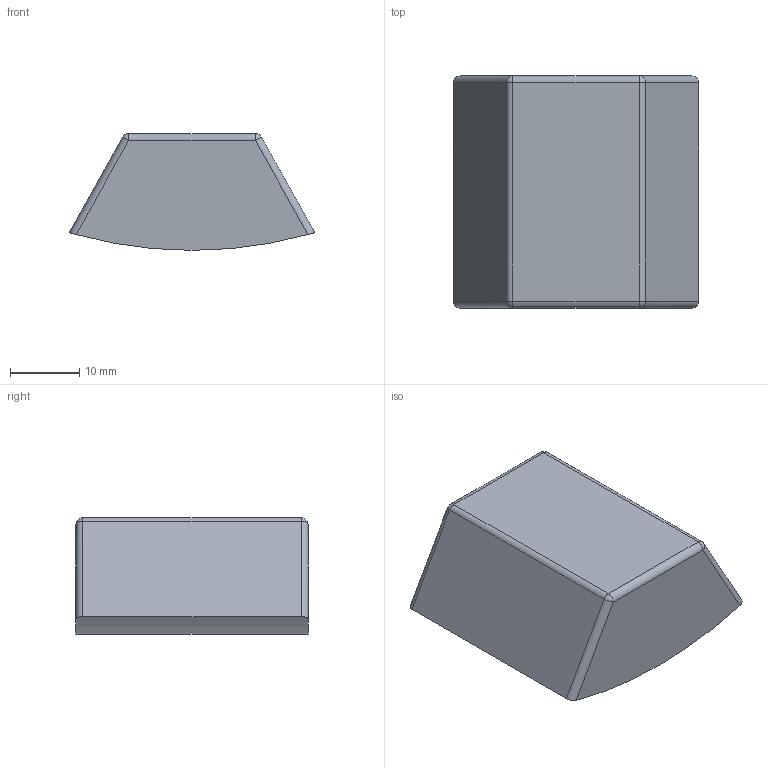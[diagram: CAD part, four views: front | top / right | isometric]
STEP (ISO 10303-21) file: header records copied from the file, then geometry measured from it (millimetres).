
FILE_DESCRIPTION (( 'STEP AP214' ), '1' );
FILE_NAME ('SoftJaw_Sealed.STEP', '2023-02-28T20:07:08', ( '' ), ( '' ), 'SwSTEP 2.0', 'SolidWorks 2022', '' );
FILE_SCHEMA (( 'AUTOMOTIVE_DESIGN' ));
Length unit declared in the file: millimetre
Products named in the file (1): SoftJaw_Sealed
Bounding box: 35.39 x 33.49 x 16.83 mm (x, y, z)
Volume: 5915.5 mm3; surface area: 6533.8 mm2
Topology: 1 solids, 2 shells, 40 faces, 88 edges, 48 vertices
Faces by surface type: cylinder 22, plane 10, sphere 8
Entity records: 1112 total; most frequent: CARTESIAN_POINT 221, DIRECTION 194, ORIENTED_EDGE 168, EDGE_CURVE 84, AXIS2_PLACEMENT_3D 77, VERTEX_POINT 48, LINE 40, FACE_OUTER_BOUND 40
